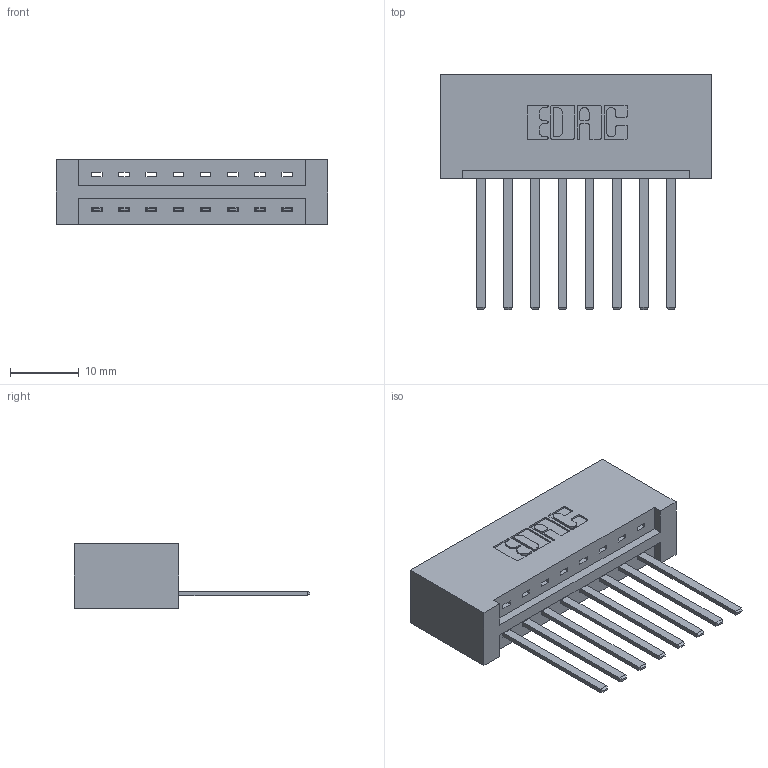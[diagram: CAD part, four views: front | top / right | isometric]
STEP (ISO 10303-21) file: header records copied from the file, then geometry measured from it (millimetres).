
FILE_DESCRIPTION (( 'STEP AP203' ), '1' );
FILE_NAME ('387-008-544-101.STEP', '2019-10-02T04:06:32', ( '' ), ( '' ), 'SwSTEP 2.0', 'SolidWorks 2016', '' );
FILE_SCHEMA (( 'CONFIG_CONTROL_DESIGN' ));
Length unit declared in the file: inch
Products named in the file (3): 387-008-544-101; 337 Part_No Mounting Lugs; 345-292-001_345-293-144
Assembly tree (9 placements, depth 2):
  387-008-544-101
    337 Part_No Mounting Lugs
    345-292-001_345-293-144  x8
Bounding box: 39.57 x 34.3 x 9.4 mm (x, y, z)
Volume: 4518.9 mm3; surface area: 4767.1 mm2
Topology: 9 solids, 9 shells, 554 faces, 1647 edges, 1086 vertices
Faces by surface type: plane 402, cylinder 152
Entity records: 9883 total; most frequent: CARTESIAN_POINT 1726, ORIENTED_EDGE 1670, DIRECTION 1511, EDGE_CURVE 835, LINE 719, VECTOR 719, VERTEX_POINT 554, AXIS2_PLACEMENT_3D 396
